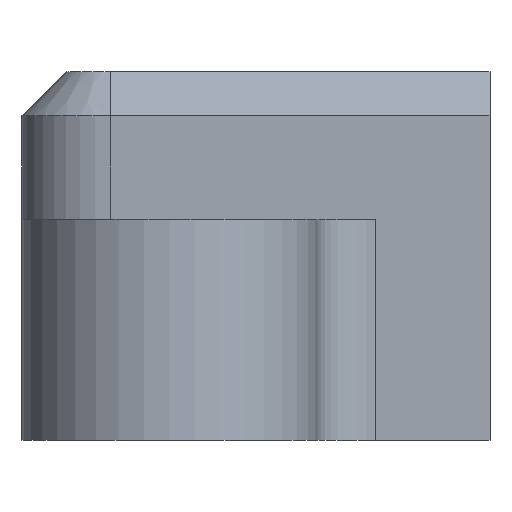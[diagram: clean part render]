
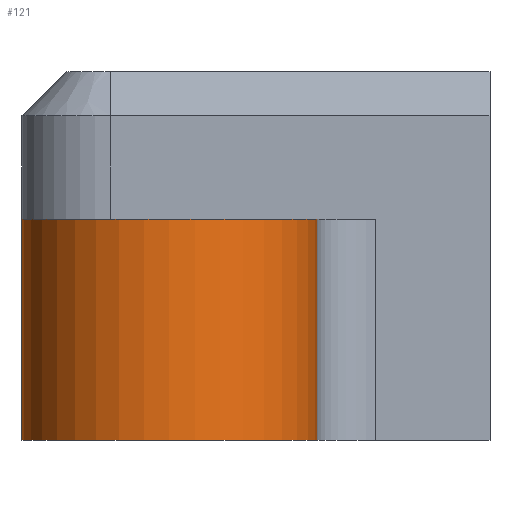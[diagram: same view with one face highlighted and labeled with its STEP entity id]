
A CAD part, front view. The second image highlights one B-rep face of the part: STEP entity #121.
In plain terms, the highlighted cylindrical face has radius 5 mm (diameter 10 mm), a partial arc.
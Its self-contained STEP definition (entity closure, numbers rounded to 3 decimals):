
#5 = VECTOR ( 'NONE', #40, 1000. ) ;
#40 = DIRECTION ( 'NONE',  ( 0., 0., -1. ) ) ;
#47 = CARTESIAN_POINT ( 'NONE',  ( 18.435, -13.435, 0. ) ) ;
#71 = CYLINDRICAL_SURFACE ( 'NONE', #645, 5. ) ;
#93 = DIRECTION ( 'NONE',  ( 1., 0., 0. ) ) ;
#121 = ADVANCED_FACE ( 'NONE', ( #496 ), #71, .T. ) ;
#124 = ORIENTED_EDGE ( 'NONE', *, *, #427, .T. ) ;
#171 = DIRECTION ( 'NONE',  ( 0., 0., -1. ) ) ;
#174 = EDGE_CURVE ( 'NONE', #391, #889, #817, .T. ) ;
#241 = EDGE_CURVE ( 'NONE', #889, #1098, #348, .T. ) ;
#327 = CARTESIAN_POINT ( 'NONE',  ( 8.435, -13.435, 0. ) ) ;
#348 = LINE ( 'NONE', #450, #407 ) ;
#391 = VERTEX_POINT ( 'NONE', #647 ) ;
#407 = VECTOR ( 'NONE', #171, 1000. ) ;
#415 = DIRECTION ( 'NONE',  ( 0., 0., -1. ) ) ;
#427 = EDGE_CURVE ( 'NONE', #868, #1098, #935, .T. ) ;
#436 = DIRECTION ( 'NONE',  ( 0., 0., 1. ) ) ;
#450 = CARTESIAN_POINT ( 'NONE',  ( 18.435, -13.435, 7.5 ) ) ;
#496 = FACE_OUTER_BOUND ( 'NONE', #832, .T. ) ;
#516 = ORIENTED_EDGE ( 'NONE', *, *, #1127, .T. ) ;
#556 = DIRECTION ( 'NONE',  ( 0., 0., 1. ) ) ;
#573 = AXIS2_PLACEMENT_3D ( 'NONE', #814, #556, #829 ) ;
#574 = CARTESIAN_POINT ( 'NONE',  ( 13.435, -13.435, 7.5 ) ) ;
#645 = AXIS2_PLACEMENT_3D ( 'NONE', #574, #415, #937 ) ;
#647 = CARTESIAN_POINT ( 'NONE',  ( 8.435, -13.435, 7.5 ) ) ;
#749 = CARTESIAN_POINT ( 'NONE',  ( 8.435, -13.435, 7.5 ) ) ;
#780 = CARTESIAN_POINT ( 'NONE',  ( 18.435, -13.435, 7.5 ) ) ;
#814 = CARTESIAN_POINT ( 'NONE',  ( 13.435, -13.435, 0. ) ) ;
#817 = CIRCLE ( 'NONE', #1008, 5. ) ;
#829 = DIRECTION ( 'NONE',  ( 1., 0., 0. ) ) ;
#832 = EDGE_LOOP ( 'NONE', ( #124, #1071, #1039, #516 ) ) ;
#868 = VERTEX_POINT ( 'NONE', #327 ) ;
#876 = CARTESIAN_POINT ( 'NONE',  ( 13.435, -13.435, 7.5 ) ) ;
#889 = VERTEX_POINT ( 'NONE', #780 ) ;
#935 = CIRCLE ( 'NONE', #573, 5. ) ;
#937 = DIRECTION ( 'NONE',  ( -1., 0., 0. ) ) ;
#1008 = AXIS2_PLACEMENT_3D ( 'NONE', #876, #436, #93 ) ;
#1039 = ORIENTED_EDGE ( 'NONE', *, *, #174, .F. ) ;
#1071 = ORIENTED_EDGE ( 'NONE', *, *, #241, .F. ) ;
#1090 = LINE ( 'NONE', #749, #5 ) ;
#1098 = VERTEX_POINT ( 'NONE', #47 ) ;
#1127 = EDGE_CURVE ( 'NONE', #391, #868, #1090, .T. ) ;
